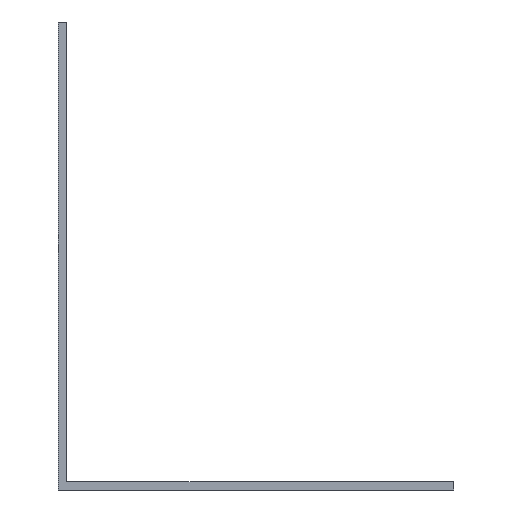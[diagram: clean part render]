
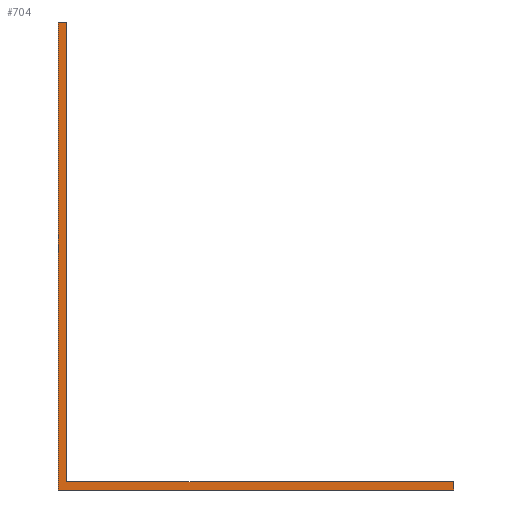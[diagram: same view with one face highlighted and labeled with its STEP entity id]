
A CAD part, front view. The second image highlights one B-rep face of the part: STEP entity #704.
In plain terms, the highlighted planar face has unit normal (0, -1, 0).
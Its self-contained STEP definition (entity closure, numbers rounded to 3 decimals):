
#51 = EDGE_CURVE ( 'NONE', #3099, #4230, #278, .T. ) ;
#91 = CARTESIAN_POINT ( 'NONE',  ( 0., -562., 0. ) ) ;
#184 = DIRECTION ( 'NONE',  ( 0., -1., 0. ) ) ;
#278 = LINE ( 'NONE', #91, #3599 ) ;
#402 = EDGE_CURVE ( 'NONE', #855, #1239, #2404, .T. ) ;
#517 = CARTESIAN_POINT ( 'NONE',  ( 0.8, -562., 45. ) ) ;
#533 = VECTOR ( 'NONE', #3409, 1000. ) ;
#674 = ORIENTED_EDGE ( 'NONE', *, *, #51, .T. ) ;
#704 = ADVANCED_FACE ( 'NONE', ( #2724 ), #1498, .T. ) ;
#810 = DIRECTION ( 'NONE',  ( 0., 0., 1. ) ) ;
#842 = DIRECTION ( 'NONE',  ( 0., 0., -1. ) ) ;
#855 = VERTEX_POINT ( 'NONE', #3942 ) ;
#948 = CARTESIAN_POINT ( 'NONE',  ( 0.8, -562., 0.8 ) ) ;
#965 = ORIENTED_EDGE ( 'NONE', *, *, #402, .T. ) ;
#1014 = LINE ( 'NONE', #4224, #3466 ) ;
#1110 = EDGE_CURVE ( 'NONE', #4230, #3670, #3120, .T. ) ;
#1178 = DIRECTION ( 'NONE',  ( -1., 0., 0. ) ) ;
#1239 = VERTEX_POINT ( 'NONE', #1972 ) ;
#1389 = CARTESIAN_POINT ( 'NONE',  ( 0., -562., 0.8 ) ) ;
#1394 = LINE ( 'NONE', #1389, #533 ) ;
#1498 = PLANE ( 'NONE',  #1680 ) ;
#1515 = CARTESIAN_POINT ( 'NONE',  ( 0., -562., 45. ) ) ;
#1594 = EDGE_CURVE ( 'NONE', #3228, #3670, #1394, .T. ) ;
#1665 = LINE ( 'NONE', #1515, #2571 ) ;
#1680 = AXIS2_PLACEMENT_3D ( 'NONE', #2164, #184, #2516 ) ;
#1757 = EDGE_CURVE ( 'NONE', #1239, #3099, #1665, .T. ) ;
#1972 = CARTESIAN_POINT ( 'NONE',  ( 0., -562., 45. ) ) ;
#1996 = CARTESIAN_POINT ( 'NONE',  ( 38., -562., 0. ) ) ;
#2123 = VECTOR ( 'NONE', #810, 1000. ) ;
#2145 = ORIENTED_EDGE ( 'NONE', *, *, #1757, .T. ) ;
#2164 = CARTESIAN_POINT ( 'NONE',  ( 0., -562., 0. ) ) ;
#2404 = LINE ( 'NONE', #517, #3947 ) ;
#2516 = DIRECTION ( 'NONE',  ( -1., 0., 0. ) ) ;
#2571 = VECTOR ( 'NONE', #842, 1000. ) ;
#2577 = DIRECTION ( 'NONE',  ( 0., 0., -1. ) ) ;
#2724 = FACE_OUTER_BOUND ( 'NONE', #2733, .T. ) ;
#2733 = EDGE_LOOP ( 'NONE', ( #2913, #3105, #965, #2145, #674, #2850 ) ) ;
#2764 = DIRECTION ( 'NONE',  ( 1., 0., 0. ) ) ;
#2850 = ORIENTED_EDGE ( 'NONE', *, *, #1110, .T. ) ;
#2913 = ORIENTED_EDGE ( 'NONE', *, *, #1594, .F. ) ;
#3099 = VERTEX_POINT ( 'NONE', #3557 ) ;
#3105 = ORIENTED_EDGE ( 'NONE', *, *, #3148, .F. ) ;
#3120 = LINE ( 'NONE', #3472, #2123 ) ;
#3148 = EDGE_CURVE ( 'NONE', #855, #3228, #1014, .T. ) ;
#3228 = VERTEX_POINT ( 'NONE', #948 ) ;
#3409 = DIRECTION ( 'NONE',  ( 1., 0., 0. ) ) ;
#3466 = VECTOR ( 'NONE', #2577, 1000. ) ;
#3472 = CARTESIAN_POINT ( 'NONE',  ( 38., -562., 0. ) ) ;
#3557 = CARTESIAN_POINT ( 'NONE',  ( 0., -562., 0. ) ) ;
#3599 = VECTOR ( 'NONE', #2764, 1000. ) ;
#3624 = CARTESIAN_POINT ( 'NONE',  ( 38., -562., 0.8 ) ) ;
#3670 = VERTEX_POINT ( 'NONE', #3624 ) ;
#3942 = CARTESIAN_POINT ( 'NONE',  ( 0.8, -562., 45. ) ) ;
#3947 = VECTOR ( 'NONE', #1178, 1000. ) ;
#4224 = CARTESIAN_POINT ( 'NONE',  ( 0.8, -562., 45. ) ) ;
#4230 = VERTEX_POINT ( 'NONE', #1996 ) ;
